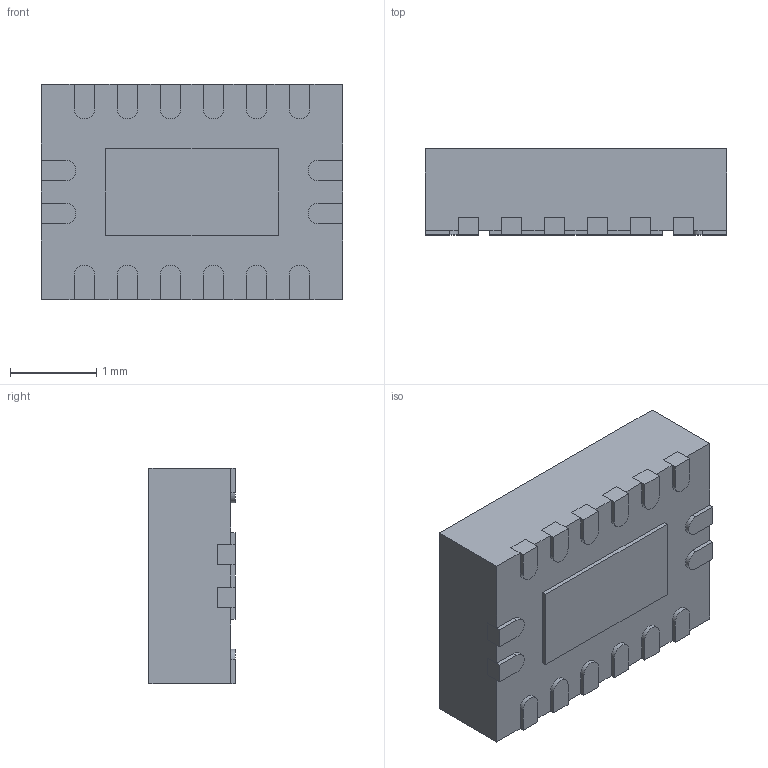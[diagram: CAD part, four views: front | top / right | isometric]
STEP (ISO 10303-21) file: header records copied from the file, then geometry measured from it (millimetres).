
FILE_DESCRIPTION (( 'STEP AP214' ), '1' );
FILE_NAME ('74HC238BQ,115.STEP', '2023-06-20T11:02:27', ( '' ), ( '' ), 'SwSTEP 2.0', 'SolidWorks 2021', '' );
FILE_SCHEMA (( 'AUTOMOTIVE_DESIGN' ));
Length unit declared in the file: millimetre
Products named in the file (1): 74HC238BQ,115
Bounding box: 3.5 x 1 x 2.5 mm (x, y, z)
Volume: 8.5 mm3; surface area: 41.8 mm2
Topology: 19 solids, 19 shells, 191 faces, 456 edges, 304 vertices
Faces by surface type: plane 143, cylinder 48
Entity records: 5702 total; most frequent: CARTESIAN_POINT 952, DIRECTION 936, ORIENTED_EDGE 912, EDGE_CURVE 456, VECTOR 360, LINE 360, VERTEX_POINT 304, AXIS2_PLACEMENT_3D 288
